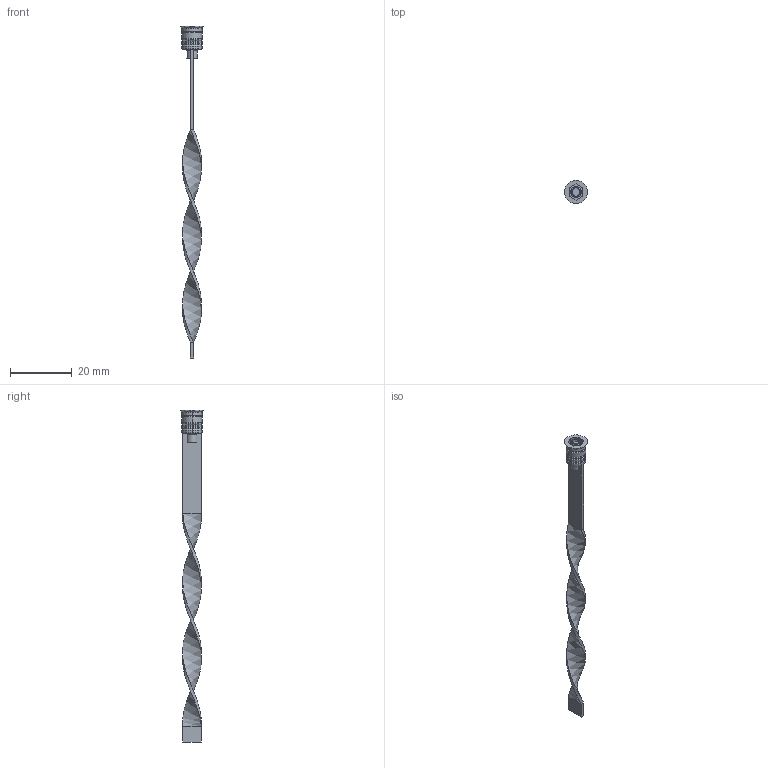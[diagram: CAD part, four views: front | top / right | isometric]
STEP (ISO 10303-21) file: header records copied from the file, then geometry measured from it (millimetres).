
FILE_DESCRIPTION (( 'STEP AP203' ), '1' );
FILE_NAME ('f3ce.STEP', '2023-09-26T19:32:51', ( '' ), ( '' ), 'SwSTEP 2.0', 'SolidWorks 2019', '' );
FILE_SCHEMA (( 'CONFIG_CONTROL_DESIGN' ));
Length unit declared in the file: millimetre
Products named in the file (1): f3ce
Bounding box: 7.5 x 7.5 x 107.5 mm (x, y, z)
Volume: 890 mm3; surface area: 1866.9 mm2
Topology: 3 solids, 3 shells, 88 faces, 187 edges, 113 vertices
Faces by surface type: plane 36, cylinder 23, torus 14, cone 11, bspline 4
Entity records: 3345 total; most frequent: CARTESIAN_POINT 1353, DIRECTION 426, ORIENTED_EDGE 374, EDGE_CURVE 187, AXIS2_PLACEMENT_3D 166, VERTEX_POINT 113, EDGE_LOOP 96, VECTOR 94
